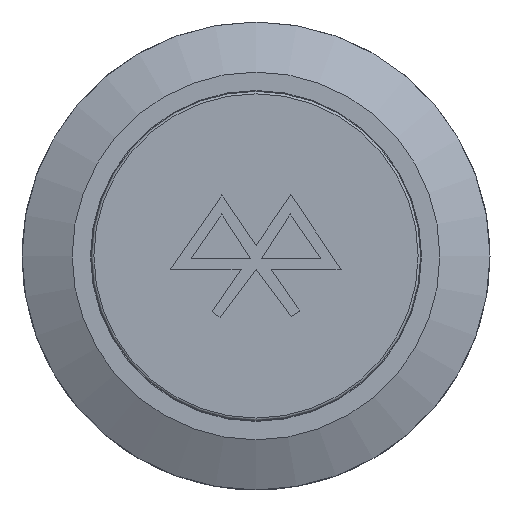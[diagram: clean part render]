
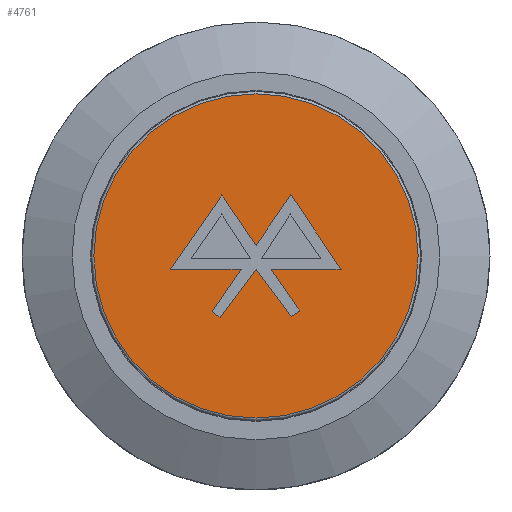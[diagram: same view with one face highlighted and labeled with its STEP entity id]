
A CAD part, top view. The second image highlights one B-rep face of the part: STEP entity #4761.
In plain terms, the highlighted planar face has unit normal (0, 0, 1).
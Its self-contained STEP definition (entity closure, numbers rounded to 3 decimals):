
#194=CIRCLE('',#5035,9.7);
#198=CIRCLE('',#5039,9.7);
#339=FACE_BOUND('',#636,.T.);
#378=FACE_OUTER_BOUND('',#635,.T.);
#635=EDGE_LOOP('',(#3164,#3165));
#636=EDGE_LOOP('',(#3166,#3167,#3168,#3169,#3170,#3171,#3172,#3173,#3174,
#3175,#3176,#3177));
#919=LINE('',#6582,#1414);
#920=LINE('',#6584,#1415);
#921=LINE('',#6586,#1416);
#922=LINE('',#6588,#1417);
#923=LINE('',#6590,#1418);
#924=LINE('',#6592,#1419);
#925=LINE('',#6594,#1420);
#926=LINE('',#6596,#1421);
#927=LINE('',#6598,#1422);
#928=LINE('',#6600,#1423);
#929=LINE('',#6602,#1424);
#930=LINE('',#6603,#1425);
#1414=VECTOR('',#5385,10.);
#1415=VECTOR('',#5386,10.);
#1416=VECTOR('',#5387,10.);
#1417=VECTOR('',#5388,10.);
#1418=VECTOR('',#5389,10.);
#1419=VECTOR('',#5390,10.);
#1420=VECTOR('',#5391,10.);
#1421=VECTOR('',#5392,10.);
#1422=VECTOR('',#5393,10.);
#1423=VECTOR('',#5394,10.);
#1424=VECTOR('',#5395,10.);
#1425=VECTOR('',#5396,10.);
#1909=VERTEX_POINT('',#6580);
#1910=VERTEX_POINT('',#6581);
#1911=VERTEX_POINT('',#6583);
#1912=VERTEX_POINT('',#6585);
#1913=VERTEX_POINT('',#6587);
#1914=VERTEX_POINT('',#6589);
#1915=VERTEX_POINT('',#6591);
#1916=VERTEX_POINT('',#6593);
#1917=VERTEX_POINT('',#6595);
#1918=VERTEX_POINT('',#6597);
#1919=VERTEX_POINT('',#6599);
#1920=VERTEX_POINT('',#6601);
#1927=VERTEX_POINT('',#6619);
#1928=VERTEX_POINT('',#6620);
#2398=EDGE_CURVE('',#1909,#1910,#919,.T.);
#2399=EDGE_CURVE('',#1911,#1909,#920,.T.);
#2400=EDGE_CURVE('',#1912,#1911,#921,.T.);
#2401=EDGE_CURVE('',#1913,#1912,#922,.T.);
#2402=EDGE_CURVE('',#1914,#1913,#923,.T.);
#2403=EDGE_CURVE('',#1915,#1914,#924,.T.);
#2404=EDGE_CURVE('',#1916,#1915,#925,.T.);
#2405=EDGE_CURVE('',#1917,#1916,#926,.T.);
#2406=EDGE_CURVE('',#1918,#1917,#927,.T.);
#2407=EDGE_CURVE('',#1919,#1918,#928,.T.);
#2408=EDGE_CURVE('',#1920,#1919,#929,.T.);
#2409=EDGE_CURVE('',#1910,#1920,#930,.T.);
#2416=EDGE_CURVE('',#1927,#1928,#194,.T.);
#2420=EDGE_CURVE('',#1928,#1927,#198,.T.);
#3164=ORIENTED_EDGE('',*,*,#2416,.F.);
#3165=ORIENTED_EDGE('',*,*,#2420,.F.);
#3166=ORIENTED_EDGE('',*,*,#2408,.T.);
#3167=ORIENTED_EDGE('',*,*,#2407,.T.);
#3168=ORIENTED_EDGE('',*,*,#2406,.T.);
#3169=ORIENTED_EDGE('',*,*,#2405,.T.);
#3170=ORIENTED_EDGE('',*,*,#2404,.T.);
#3171=ORIENTED_EDGE('',*,*,#2403,.T.);
#3172=ORIENTED_EDGE('',*,*,#2402,.T.);
#3173=ORIENTED_EDGE('',*,*,#2401,.T.);
#3174=ORIENTED_EDGE('',*,*,#2400,.T.);
#3175=ORIENTED_EDGE('',*,*,#2399,.T.);
#3176=ORIENTED_EDGE('',*,*,#2398,.T.);
#3177=ORIENTED_EDGE('',*,*,#2409,.T.);
#4591=PLANE('',#5043);
#4761=ADVANCED_FACE('',(#378,#339),#4591,.T.);
#5035=AXIS2_PLACEMENT_3D('',#6621,#5409,#5410);
#5039=AXIS2_PLACEMENT_3D('',#6627,#5417,#5418);
#5043=AXIS2_PLACEMENT_3D('',#6634,#5426,#5427);
#5385=DIRECTION('',(-0.8,0.6,0.));
#5386=DIRECTION('',(-0.595,-0.803,0.));
#5387=DIRECTION('',(-0.595,0.803,0.));
#5388=DIRECTION('',(-0.846,-0.533,0.));
#5389=DIRECTION('',(0.564,-0.826,0.));
#5390=DIRECTION('',(-1.,0.,0.));
#5391=DIRECTION('',(0.558,-0.83,0.));
#5392=DIRECTION('',(0.567,0.824,0.));
#5393=DIRECTION('',(0.563,-0.827,0.));
#5394=DIRECTION('',(0.571,0.821,0.));
#5395=DIRECTION('',(-1.,0.,0.));
#5396=DIRECTION('',(0.565,0.825,0.));
#5409=DIRECTION('center_axis',(0.,0.,-1.));
#5410=DIRECTION('ref_axis',(0.,-1.,0.));
#5417=DIRECTION('center_axis',(0.,0.,-1.));
#5418=DIRECTION('ref_axis',(0.,-1.,0.));
#5426=DIRECTION('center_axis',(0.,0.,1.));
#5427=DIRECTION('ref_axis',(0.,1.,0.));
#6580=CARTESIAN_POINT('',(-2.147,-3.689,2.));
#6581=CARTESIAN_POINT('',(-2.625,-3.33,2.));
#6582=CARTESIAN_POINT('',(-2.147,-3.689,2.));
#6583=CARTESIAN_POINT('',(0.009,-0.781,2.));
#6584=CARTESIAN_POINT('',(0.009,-0.781,2.));
#6585=CARTESIAN_POINT('',(2.108,-3.614,2.));
#6586=CARTESIAN_POINT('',(2.108,-3.614,2.));
#6587=CARTESIAN_POINT('',(2.614,-3.295,2.));
#6588=CARTESIAN_POINT('',(2.614,-3.295,2.));
#6589=CARTESIAN_POINT('',(0.908,-0.8,2.));
#6590=CARTESIAN_POINT('',(0.908,-0.8,2.));
#6591=CARTESIAN_POINT('',(5.089,-0.8,2.));
#6592=CARTESIAN_POINT('',(5.089,-0.8,2.));
#6593=CARTESIAN_POINT('',(2.089,3.666,2.));
#6594=CARTESIAN_POINT('',(2.089,3.666,2.));
#6595=CARTESIAN_POINT('',(0.009,0.645,2.));
#6596=CARTESIAN_POINT('',(0.009,0.645,2.));
#6597=CARTESIAN_POINT('',(-2.034,3.647,2.));
#6598=CARTESIAN_POINT('',(-2.034,3.647,2.));
#6599=CARTESIAN_POINT('',(-5.127,-0.8,2.));
#6600=CARTESIAN_POINT('',(-5.127,-0.8,2.));
#6601=CARTESIAN_POINT('',(-0.891,-0.8,2.));
#6602=CARTESIAN_POINT('',(-0.891,-0.8,2.));
#6603=CARTESIAN_POINT('',(-2.625,-3.33,2.));
#6619=CARTESIAN_POINT('',(0.,9.7,2.));
#6620=CARTESIAN_POINT('',(0.,-9.7,2.));
#6621=CARTESIAN_POINT('Origin',(0.,0.,2.));
#6627=CARTESIAN_POINT('Origin',(0.,0.,2.));
#6634=CARTESIAN_POINT('Origin',(0.,0.,2.));
